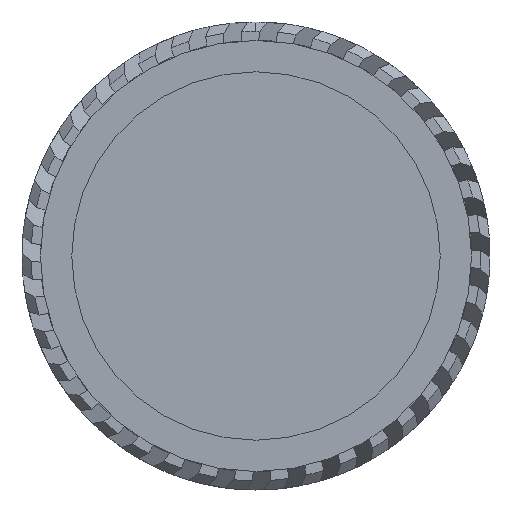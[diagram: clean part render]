
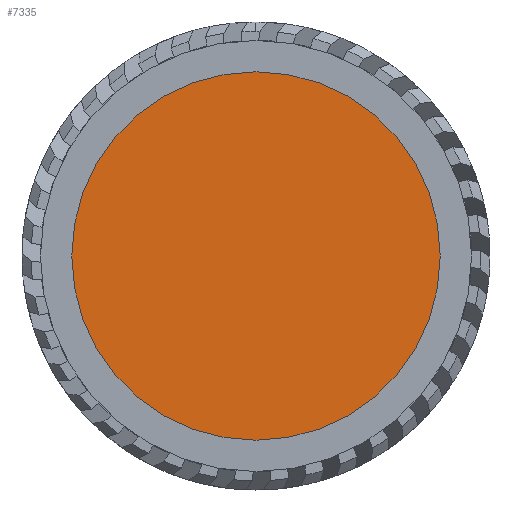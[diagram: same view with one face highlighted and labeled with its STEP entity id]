
A CAD part, front view. The second image highlights one B-rep face of the part: STEP entity #7335.
In plain terms, the highlighted planar face has unit normal (0, -1, 0).
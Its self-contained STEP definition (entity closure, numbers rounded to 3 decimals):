
#346 = ORIENTED_EDGE ( 'NONE', *, *, #8320, .F. ) ;
#600 = EDGE_CURVE ( 'NONE', #9324, #3299, #9711, .T. ) ;
#1188 = AXIS2_PLACEMENT_3D ( 'NONE', #7185, #7282, #4148 ) ;
#2070 = CIRCLE ( 'NONE', #1188, 10. ) ;
#3207 = PLANE ( 'NONE',  #5987 ) ;
#3299 = VERTEX_POINT ( 'NONE', #6790 ) ;
#3566 = AXIS2_PLACEMENT_3D ( 'NONE', #5323, #8360, #10049 ) ;
#4064 = DIRECTION ( 'NONE',  ( 0., 0., 1. ) ) ;
#4148 = DIRECTION ( 'NONE',  ( 0., 0., 1. ) ) ;
#5323 = CARTESIAN_POINT ( 'NONE',  ( 0., 18.871, 0. ) ) ;
#5727 = CARTESIAN_POINT ( 'NONE',  ( 0., 18.871, -10. ) ) ;
#5987 = AXIS2_PLACEMENT_3D ( 'NONE', #7101, #6422, #4064 ) ;
#6422 = DIRECTION ( 'NONE',  ( 0., 1., 0. ) ) ;
#6790 = CARTESIAN_POINT ( 'NONE',  ( 0., 18.871, 10. ) ) ;
#7101 = CARTESIAN_POINT ( 'NONE',  ( 0., 18.871, 0. ) ) ;
#7185 = CARTESIAN_POINT ( 'NONE',  ( 0., 18.871, 0. ) ) ;
#7282 = DIRECTION ( 'NONE',  ( 0., 1., 0. ) ) ;
#7335 = ADVANCED_FACE ( 'NONE', ( #8643 ), #3207, .F. ) ;
#8320 = EDGE_CURVE ( 'NONE', #3299, #9324, #2070, .T. ) ;
#8360 = DIRECTION ( 'NONE',  ( 0., 1., 0. ) ) ;
#8431 = EDGE_LOOP ( 'NONE', ( #346, #10041 ) ) ;
#8643 = FACE_OUTER_BOUND ( 'NONE', #8431, .T. ) ;
#9324 = VERTEX_POINT ( 'NONE', #5727 ) ;
#9711 = CIRCLE ( 'NONE', #3566, 10. ) ;
#10041 = ORIENTED_EDGE ( 'NONE', *, *, #600, .F. ) ;
#10049 = DIRECTION ( 'NONE',  ( 0., 0., 1. ) ) ;
